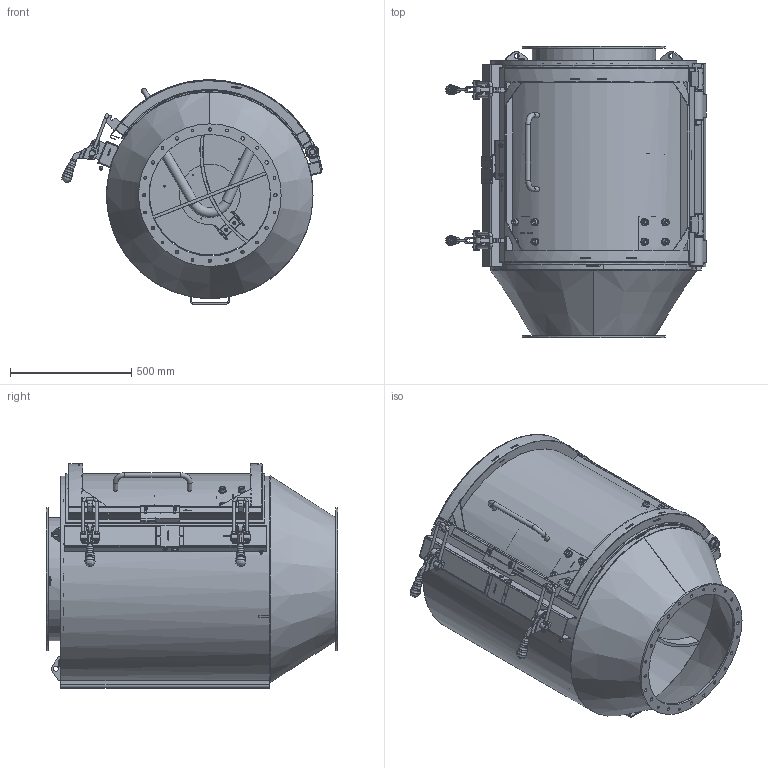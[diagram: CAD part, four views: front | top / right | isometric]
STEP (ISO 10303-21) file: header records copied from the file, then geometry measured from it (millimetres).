
FILE_DESCRIPTION(/* description */ (''),/* implementation_level */ '2;1');
FILE_NAME(/* name */ 'SPPE000066.stp',/* time_stamp */ '2018-07-27T10:19:24+02:00',/* author */ ('pw'),/* organization */ (''),/* preprocessor_version */ 'ST-DEVELOPER v16.5',/* originating_system */ 'Autodesk Inventor 2017',/* authorisation */ '');
FILE_SCHEMA (('AUTOMOTIVE_DESIGN { 1 0 10303 214 3 1 1 }'));
Length unit declared in the file: millimetre
Products named in the file (1): SPPE000066
Bounding box: 1073.91 x 1200 x 922.99 mm (x, y, z)
Volume: 31102908.8 mm3; surface area: 12026907.4 mm2
Topology: 54 solids, 58 shells, 7811 faces, 20870 edges, 13756 vertices
Faces by surface type: bspline 3485, plane 3234, cylinder 777, cone 231, torus 73, sphere 11
Full cylindrical faces by diameter (mm): 2 x8, 2.459 x2, 3.242 x2, 4.917 x7, 5.459 x4, 6 x2, 6.5 x2, 6.6 x2, 6.647 x6, 8 x4, 11.5 x24, 12 x14, 12.4 x1, 12.5 x3, 13 x4, 13.5 x8, 14 x26, 16 x12, 16.5 x1, 17 x7, 18 x4, 19 x6, 20 x9, 21 x3, 24 x8, 24.9 x2, 25 x10, 28 x2, 30 x7, 31 x2
Entity records: 293775 total; most frequent: CARTESIAN_POINT 116588, ORIENTED_EDGE 40762, DIRECTION 23617, EDGE_CURVE 20335, VERTEX_POINT 13608, LINE 10653, VECTOR 10653, EDGE_LOOP 9139
